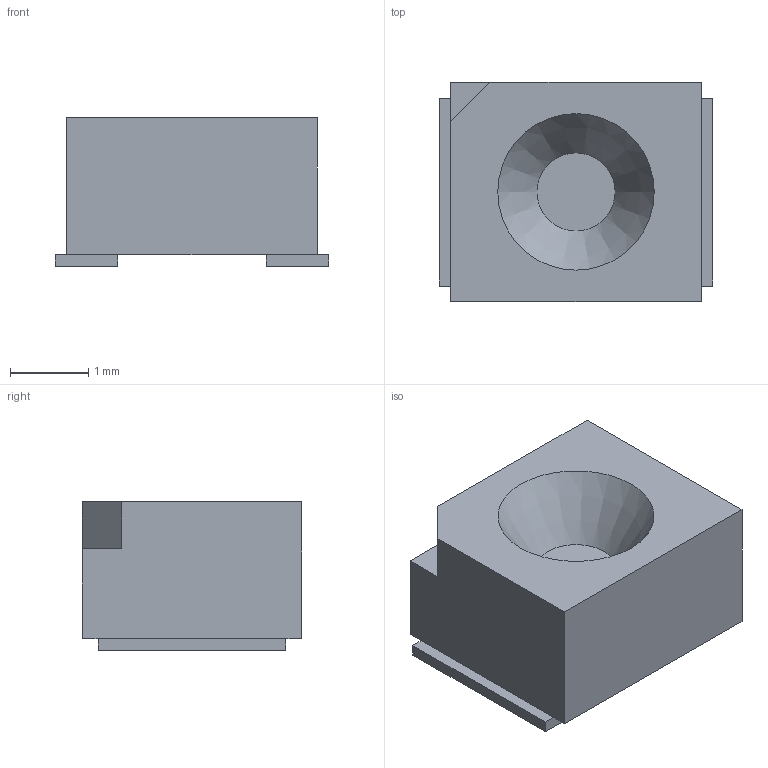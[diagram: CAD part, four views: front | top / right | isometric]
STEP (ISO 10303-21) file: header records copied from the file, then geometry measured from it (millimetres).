
FILE_DESCRIPTION(('STEP AP214'), '1');
FILE_NAME('岓狦-86', '2019-01-10T06:22:49', ('user'), (''), 'ASCON STEP Converter 1.3', 'ASCON Math Kernel', '');
FILE_SCHEMA(('AUTOMOTIVE_DESIGN { 1 0 10303 214 3 1 1}'));
Length unit declared in the file: millimetre
Bounding box: 3.5 x 2.8 x 1.9 mm (x, y, z)
Volume: 14.7 mm3; surface area: 44.2 mm2
Topology: 1 solids, 1 shells, 22 faces, 53 edges, 34 vertices
Faces by surface type: plane 21, cone 1
Entity records: 842 total; most frequent: CARTESIAN_POINT 109, ORIENTED_EDGE 104, DIRECTION 100, EDGE_CURVE 52, LINE 50, VECTOR 50, VERTEX_POINT 34, AXIS2_PLACEMENT_3D 25
